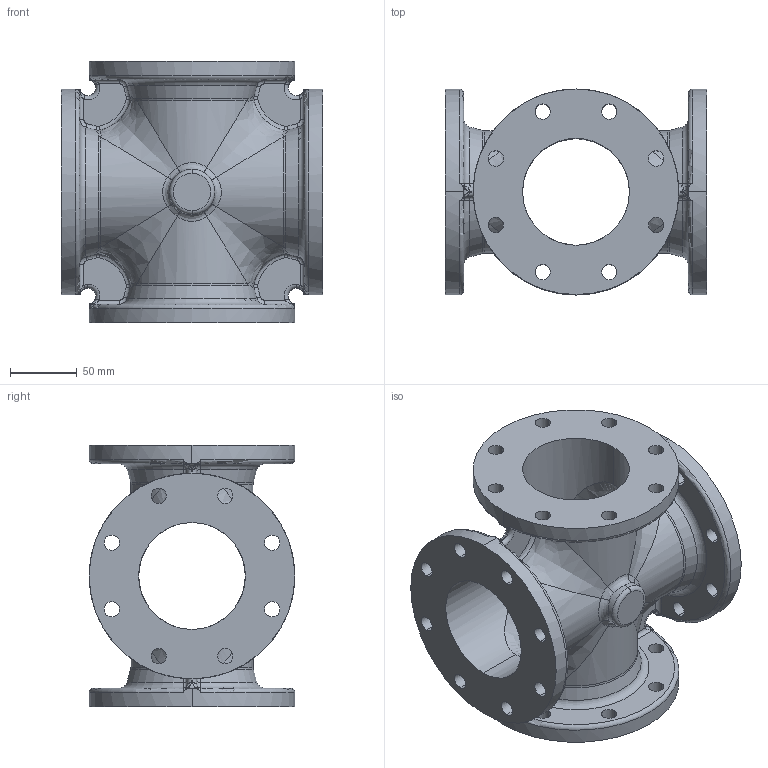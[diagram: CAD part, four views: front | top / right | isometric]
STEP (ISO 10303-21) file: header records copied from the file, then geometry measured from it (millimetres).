
FILE_DESCRIPTION (( 'STEP AP214' ), '1' );
FILE_NAME ('RO9_09110.STEP', '2012-09-24T11:39:24', ( 'Admin2' ), ( '' ), 'SwSTEP 2.0', 'SolidWorks 2010', '' );
FILE_SCHEMA (( 'AUTOMOTIVE_DESIGN' ));
Length unit declared in the file: millimetre
Products named in the file (1): RO9_09110
Bounding box: 196 x 154 x 196 mm (x, y, z)
Volume: 1191862.5 mm3; surface area: 271736 mm2
Topology: 1 solids, 1 shells, 702 faces, 1827 edges, 1160 vertices
Faces by surface type: bspline 290, plane 207, cylinder 157, torus 40, cone 8
Entity records: 39145 total; most frequent: CARTESIAN_POINT 23218, ORIENTED_EDGE 3638, DIRECTION 2447, EDGE_CURVE 1819, VERTEX_POINT 1160, AXIS2_PLACEMENT_3D 939, EDGE_LOOP 813, FACE_OUTER_BOUND 702
